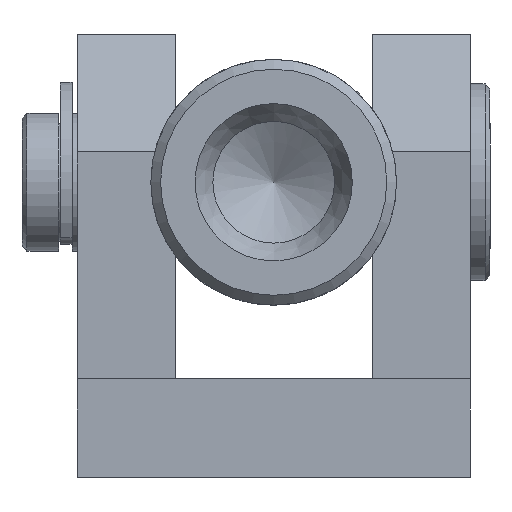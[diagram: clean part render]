
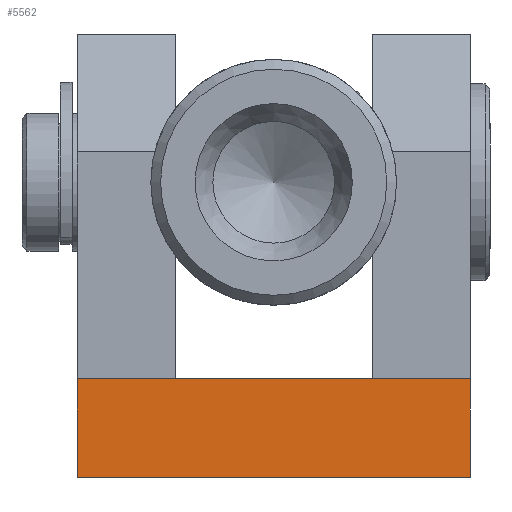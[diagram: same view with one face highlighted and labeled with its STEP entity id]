
A CAD part, left-side view. The second image highlights one B-rep face of the part: STEP entity #5562.
In plain terms, the highlighted planar face has unit normal (-1, 0, 0).
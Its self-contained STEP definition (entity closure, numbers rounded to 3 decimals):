
#4000 = PLANE('',#4001);
#4001 = AXIS2_PLACEMENT_3D('',#4002,#4003,#4004);
#4002 = CARTESIAN_POINT('',(30.,20.,0.));
#4003 = DIRECTION('',(0.,1.,0.));
#4004 = DIRECTION('',(-1.,0.,0.));
#4157 = PLANE('',#4158);
#4158 = AXIS2_PLACEMENT_3D('',#4159,#4160,#4161);
#4159 = CARTESIAN_POINT('',(0.,0.,10.));
#4160 = DIRECTION('',(0.,0.,-1.));
#4161 = DIRECTION('',(-1.,0.,0.));
#4380 = VERTEX_POINT('',#4381);
#4381 = CARTESIAN_POINT('',(-30.,20.,0.));
#4395 = PLANE('',#4396);
#4396 = AXIS2_PLACEMENT_3D('',#4397,#4398,#4399);
#4397 = CARTESIAN_POINT('',(0.,0.,0.));
#4398 = DIRECTION('',(0.,0.,1.));
#4399 = DIRECTION('',(1.,0.,0.));
#4407 = EDGE_CURVE('',#4380,#4408,#4410,.T.);
#4408 = VERTEX_POINT('',#4409);
#4409 = CARTESIAN_POINT('',(-30.,20.,10.));
#4410 = SURFACE_CURVE('',#4411,(#4415,#4422),.PCURVE_S1.);
#4411 = LINE('',#4412,#4413);
#4412 = CARTESIAN_POINT('',(-30.,20.,0.));
#4413 = VECTOR('',#4414,1.);
#4414 = DIRECTION('',(0.,0.,1.));
#4415 = PCURVE('',#4000,#4416);
#4416 = DEFINITIONAL_REPRESENTATION('',(#4417),#4421);
#4417 = LINE('',#4418,#4419);
#4418 = CARTESIAN_POINT('',(60.,0.));
#4419 = VECTOR('',#4420,1.);
#4420 = DIRECTION('',(0.,1.));
#4421 = ( GEOMETRIC_REPRESENTATION_CONTEXT(2) 
PARAMETRIC_REPRESENTATION_CONTEXT() REPRESENTATION_CONTEXT('2D SPACE',''
  ) );
#4422 = PCURVE('',#4423,#4428);
#4423 = PLANE('',#4424);
#4424 = AXIS2_PLACEMENT_3D('',#4425,#4426,#4427);
#4425 = CARTESIAN_POINT('',(-30.,20.,0.));
#4426 = DIRECTION('',(-1.,0.,0.));
#4427 = DIRECTION('',(0.,-1.,0.));
#4428 = DEFINITIONAL_REPRESENTATION('',(#4429),#4433);
#4429 = LINE('',#4430,#4431);
#4430 = CARTESIAN_POINT('',(0.,0.));
#4431 = VECTOR('',#4432,1.);
#4432 = DIRECTION('',(0.,1.));
#4433 = ( GEOMETRIC_REPRESENTATION_CONTEXT(2) 
PARAMETRIC_REPRESENTATION_CONTEXT() REPRESENTATION_CONTEXT('2D SPACE',''
  ) );
#4618 = PLANE('',#4619);
#4619 = AXIS2_PLACEMENT_3D('',#4620,#4621,#4622);
#4620 = CARTESIAN_POINT('',(7.5,-20.,0.));
#4621 = DIRECTION('',(0.,-1.,0.));
#4622 = DIRECTION('',(1.,0.,0.));
#4811 = VERTEX_POINT('',#4812);
#4812 = CARTESIAN_POINT('',(-30.,-20.,10.));
#4833 = EDGE_CURVE('',#4834,#4811,#4836,.T.);
#4834 = VERTEX_POINT('',#4835);
#4835 = CARTESIAN_POINT('',(-30.,-20.,0.));
#4836 = SURFACE_CURVE('',#4837,(#4841,#4848),.PCURVE_S1.);
#4837 = LINE('',#4838,#4839);
#4838 = CARTESIAN_POINT('',(-30.,-20.,0.));
#4839 = VECTOR('',#4840,1.);
#4840 = DIRECTION('',(0.,0.,1.));
#4841 = PCURVE('',#4618,#4842);
#4842 = DEFINITIONAL_REPRESENTATION('',(#4843),#4847);
#4843 = LINE('',#4844,#4845);
#4844 = CARTESIAN_POINT('',(-37.5,0.));
#4845 = VECTOR('',#4846,1.);
#4846 = DIRECTION('',(0.,1.));
#4847 = ( GEOMETRIC_REPRESENTATION_CONTEXT(2) 
PARAMETRIC_REPRESENTATION_CONTEXT() REPRESENTATION_CONTEXT('2D SPACE',''
  ) );
#4848 = PCURVE('',#4423,#4849);
#4849 = DEFINITIONAL_REPRESENTATION('',(#4850),#4854);
#4850 = LINE('',#4851,#4852);
#4851 = CARTESIAN_POINT('',(40.,0.));
#4852 = VECTOR('',#4853,1.);
#4853 = DIRECTION('',(0.,1.));
#4854 = ( GEOMETRIC_REPRESENTATION_CONTEXT(2) 
PARAMETRIC_REPRESENTATION_CONTEXT() REPRESENTATION_CONTEXT('2D SPACE',''
  ) );
#5417 = EDGE_CURVE('',#4811,#4408,#5418,.T.);
#5418 = SURFACE_CURVE('',#5419,(#5423,#5430),.PCURVE_S1.);
#5419 = LINE('',#5420,#5421);
#5420 = CARTESIAN_POINT('',(-30.,10.,10.));
#5421 = VECTOR('',#5422,1.);
#5422 = DIRECTION('',(0.,1.,0.));
#5423 = PCURVE('',#4157,#5424);
#5424 = DEFINITIONAL_REPRESENTATION('',(#5425),#5429);
#5425 = LINE('',#5426,#5427);
#5426 = CARTESIAN_POINT('',(30.,10.));
#5427 = VECTOR('',#5428,1.);
#5428 = DIRECTION('',(0.,1.));
#5429 = ( GEOMETRIC_REPRESENTATION_CONTEXT(2) 
PARAMETRIC_REPRESENTATION_CONTEXT() REPRESENTATION_CONTEXT('2D SPACE',''
  ) );
#5430 = PCURVE('',#4423,#5431);
#5431 = DEFINITIONAL_REPRESENTATION('',(#5432),#5436);
#5432 = LINE('',#5433,#5434);
#5433 = CARTESIAN_POINT('',(10.,10.));
#5434 = VECTOR('',#5435,1.);
#5435 = DIRECTION('',(-1.,0.));
#5436 = ( GEOMETRIC_REPRESENTATION_CONTEXT(2) 
PARAMETRIC_REPRESENTATION_CONTEXT() REPRESENTATION_CONTEXT('2D SPACE',''
  ) );
#5562 = ADVANCED_FACE('',(#5563),#4423,.T.);
#5563 = FACE_BOUND('',#5564,.T.);
#5564 = EDGE_LOOP('',(#5565,#5566,#5567,#5588));
#5565 = ORIENTED_EDGE('',*,*,#5417,.T.);
#5566 = ORIENTED_EDGE('',*,*,#4407,.F.);
#5567 = ORIENTED_EDGE('',*,*,#5568,.T.);
#5568 = EDGE_CURVE('',#4380,#4834,#5569,.T.);
#5569 = SURFACE_CURVE('',#5570,(#5574,#5581),.PCURVE_S1.);
#5570 = LINE('',#5571,#5572);
#5571 = CARTESIAN_POINT('',(-30.,20.,0.));
#5572 = VECTOR('',#5573,1.);
#5573 = DIRECTION('',(0.,-1.,0.));
#5574 = PCURVE('',#4423,#5575);
#5575 = DEFINITIONAL_REPRESENTATION('',(#5576),#5580);
#5576 = LINE('',#5577,#5578);
#5577 = CARTESIAN_POINT('',(0.,0.));
#5578 = VECTOR('',#5579,1.);
#5579 = DIRECTION('',(1.,0.));
#5580 = ( GEOMETRIC_REPRESENTATION_CONTEXT(2) 
PARAMETRIC_REPRESENTATION_CONTEXT() REPRESENTATION_CONTEXT('2D SPACE',''
  ) );
#5581 = PCURVE('',#4395,#5582);
#5582 = DEFINITIONAL_REPRESENTATION('',(#5583),#5587);
#5583 = LINE('',#5584,#5585);
#5584 = CARTESIAN_POINT('',(-30.,20.));
#5585 = VECTOR('',#5586,1.);
#5586 = DIRECTION('',(0.,-1.));
#5587 = ( GEOMETRIC_REPRESENTATION_CONTEXT(2) 
PARAMETRIC_REPRESENTATION_CONTEXT() REPRESENTATION_CONTEXT('2D SPACE',''
  ) );
#5588 = ORIENTED_EDGE('',*,*,#4833,.T.);
